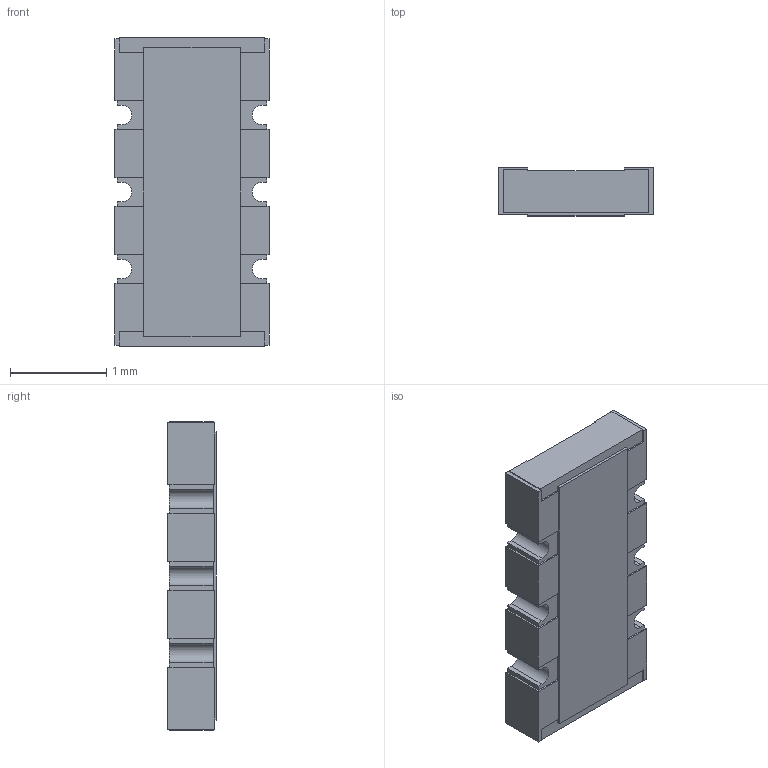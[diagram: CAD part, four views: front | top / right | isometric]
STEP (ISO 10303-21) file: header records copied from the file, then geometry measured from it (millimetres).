
FILE_DESCRIPTION(/* description */ (''),/* implementation_level */ '2;1');
FILE_NAME(/* name */ 'cay_16-f4.stp',/* time_stamp */ '2020-03-01T19:55:50+01:00',/* author */ ('franc'),/* organization */ ('Bourns, Inc.'),/* preprocessor_version */ 'ST-DEVELOPER v18',/* originating_system */ 'Autodesk Inventor 2020',/* authorisation */ '');
FILE_SCHEMA (('AUTOMOTIVE_DESIGN { 1 0 10303 214 3 1 1 }'));
Length unit declared in the file: millimetre
Products named in the file (1): cay_16-f4
Bounding box: 1.6 x 0.5 x 3.2 mm (x, y, z)
Volume: 2.3 mm3; surface area: 15.5 mm2
Topology: 1 solids, 1 shells, 118 faces, 340 edges, 224 vertices
Faces by surface type: plane 112, cylinder 6
Entity records: 3965 total; most frequent: CARTESIAN_POINT 683, ORIENTED_EDGE 680, DIRECTION 590, EDGE_CURVE 340, LINE 328, VECTOR 328, VERTEX_POINT 224, AXIS2_PLACEMENT_3D 131
